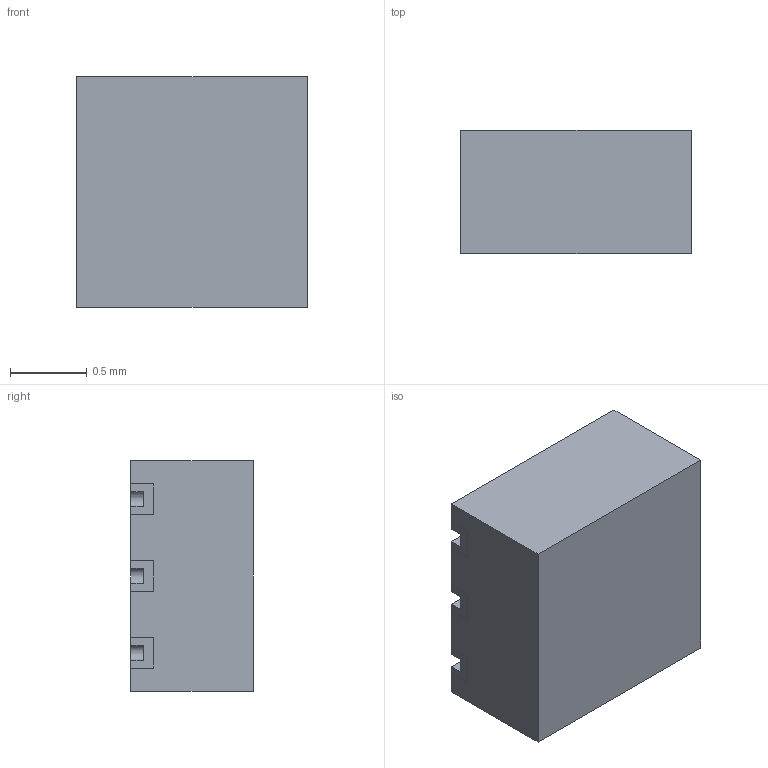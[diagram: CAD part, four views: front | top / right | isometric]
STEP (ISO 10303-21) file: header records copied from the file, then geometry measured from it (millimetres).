
FILE_DESCRIPTION(/* description */ ('Unknown'),/* implementation_level */ '2;1');
FILE_NAME(/* name */ 'DFN1515-6 ',/* time_stamp */ '2023-08-18T10:36:32+08:00',/* author */ ('Unknown'),/* organization */ ('Unknown'),/* preprocessor_version */ 'ST-DEVELOPER v18.102',/* originating_system */ 'Solid Edge',/* authorisation */ 'Unknown');
FILE_SCHEMA (('AUTOMOTIVE_DESIGN {1 0 10303 214 3 1 1}'));
Length unit declared in the file: millimetre
Products named in the file (3): DFN1515-6  ; Compound; LDF
Assembly tree (2 placements, depth 2):
  DFN1515-6  
    Compound
    LDF
Bounding box: 1.5 x 0.8 x 1.5 mm (x, y, z)
Volume: 1.8 mm3; surface area: 15.9 mm2
Topology: 7 solids, 7 shells, 182 faces, 504 edges, 336 vertices
Faces by surface type: plane 142, cylinder 40
Entity records: 6572 total; most frequent: CARTESIAN_POINT 1025, ORIENTED_EDGE 1008, DIRECTION 956, EDGE_CURVE 504, LINE 422, VECTOR 422, VERTEX_POINT 336, AXIS2_PLACEMENT_3D 267
